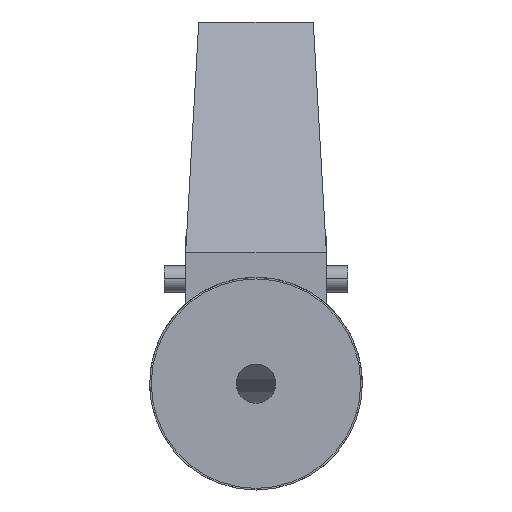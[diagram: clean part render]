
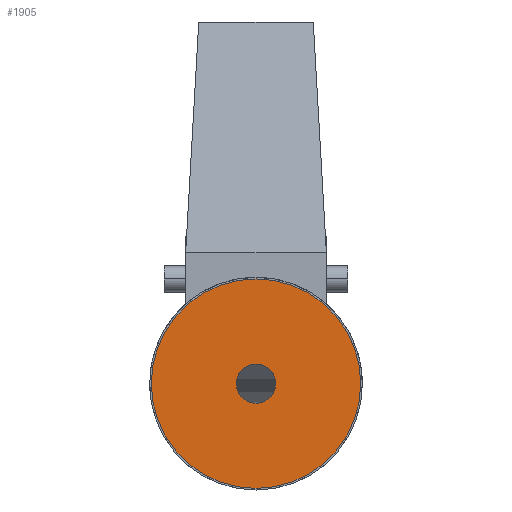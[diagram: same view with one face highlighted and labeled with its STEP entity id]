
A CAD part, front view. The second image highlights one B-rep face of the part: STEP entity #1905.
In plain terms, the highlighted planar face has unit normal (0, -1, 0).
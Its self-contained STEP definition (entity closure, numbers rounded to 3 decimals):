
#1091=CARTESIAN_POINT('',(0.,-2.,0.));
#1092=DIRECTION('',(0.,-1.,0.));
#1093=DIRECTION('',(-1.,0.,0.));
#1094=AXIS2_PLACEMENT_3D('',#1091,#1092,#1093);
#1099=CARTESIAN_POINT('',(0.,-2.,0.));
#1100=DIRECTION('',(0.,-1.,0.));
#1101=DIRECTION('',(1.,0.,0.));
#1102=AXIS2_PLACEMENT_3D('',#1099,#1100,#1101);
#1107=CARTESIAN_POINT('',(0.,-2.,0.));
#1108=DIRECTION('',(0.,-1.,0.));
#1109=DIRECTION('',(0.,0.,-1.));
#1110=AXIS2_PLACEMENT_3D('',#1107,#1108,#1109);
#1115=CARTESIAN_POINT('',(0.,-2.,0.));
#1116=DIRECTION('',(0.,-1.,0.));
#1117=DIRECTION('',(0.,0.,1.));
#1118=AXIS2_PLACEMENT_3D('',#1115,#1116,#1117);
#1170=CARTESIAN_POINT('',(-32.,-2.,0.));
#1171=CARTESIAN_POINT('',(32.,-2.,0.));
#1172=VERTEX_POINT('',#1170);
#1173=VERTEX_POINT('',#1171);
#1238=CARTESIAN_POINT('',(0.,-2.,-6.));
#1239=CARTESIAN_POINT('',(0.,-2.,6.));
#1240=VERTEX_POINT('',#1238);
#1241=VERTEX_POINT('',#1239);
#1889=CARTESIAN_POINT('',(0.,-2.,0.));
#1890=DIRECTION('',(0.,1.,0.));
#1891=DIRECTION('',(1.,0.,0.));
#1892=AXIS2_PLACEMENT_3D('',#1889,#1890,#1891);
#1893=PLANE('',#1892);
#1895=ORIENTED_EDGE('',*,*,#1894,.F.);
#1897=ORIENTED_EDGE('',*,*,#1896,.F.);
#1898=EDGE_LOOP('',(#1895,#1897));
#1899=FACE_OUTER_BOUND('',#1898,.F.);
#1900=ORIENTED_EDGE('',*,*,#1879,.T.);
#1902=ORIENTED_EDGE('',*,*,#1901,.T.);
#1903=EDGE_LOOP('',(#1900,#1902));
#1904=FACE_BOUND('',#1903,.F.);
#1095=CIRCLE('',#1094,32.);
#1103=CIRCLE('',#1102,32.);
#1111=CIRCLE('',#1110,6.);
#1119=CIRCLE('',#1118,6.);
#1879=EDGE_CURVE('',#1240,#1241,#1111,.T.);
#1894=EDGE_CURVE('',#1172,#1173,#1095,.T.);
#1896=EDGE_CURVE('',#1173,#1172,#1103,.T.);
#1901=EDGE_CURVE('',#1241,#1240,#1119,.T.);
#1905=ADVANCED_FACE('',(#1899,#1904),#1893,.F.);
